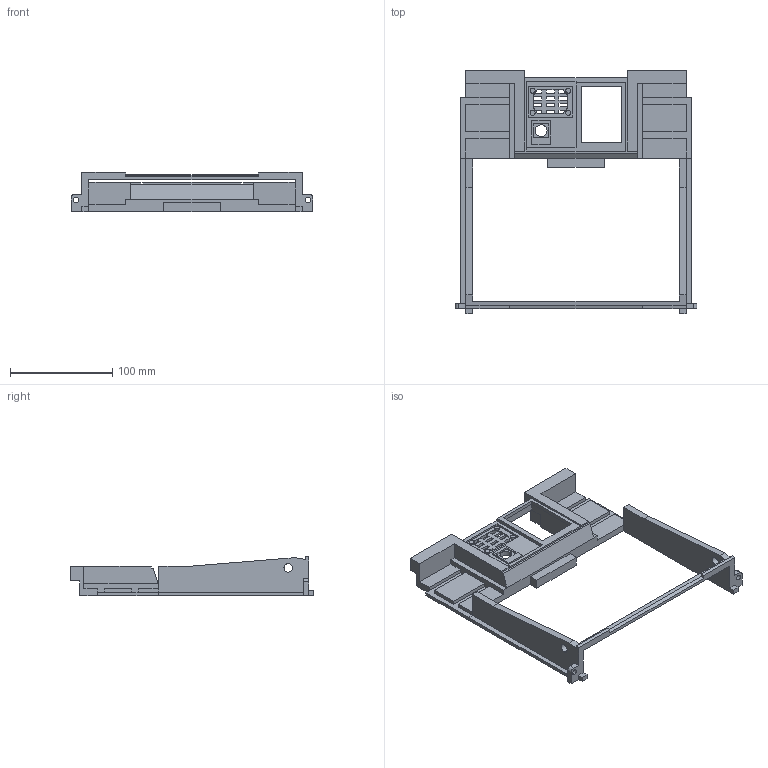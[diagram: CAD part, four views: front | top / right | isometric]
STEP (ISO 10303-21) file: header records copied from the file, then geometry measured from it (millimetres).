
FILE_DESCRIPTION (( 'STEP AP214' ), '1' );
FILE_NAME ('body-front.STEP', '2024-05-05T05:05:54', ( '' ), ( '' ), 'SwSTEP 2.0', 'SolidWorks 2023', '' );
FILE_SCHEMA (( 'AUTOMOTIVE_DESIGN' ));
Length unit declared in the file: millimetre
Products named in the file (1): body-front
Bounding box: 236.5 x 238.33 x 38.58 mm (x, y, z)
Volume: 263312.3 mm3; surface area: 93907.7 mm2
Topology: 3 solids, 3 shells, 212 faces, 617 edges, 409 vertices
Faces by surface type: plane 189, cylinder 23
Entity records: 7004 total; most frequent: CARTESIAN_POINT 1239, ORIENTED_EDGE 1234, DIRECTION 1089, EDGE_CURVE 617, LINE 571, VECTOR 571, VERTEX_POINT 409, AXIS2_PLACEMENT_3D 259
